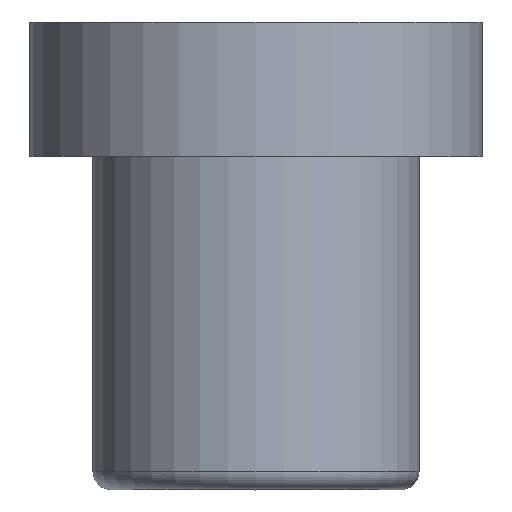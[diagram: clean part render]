
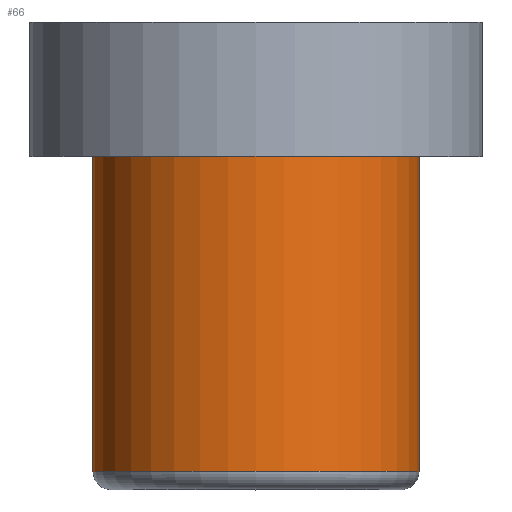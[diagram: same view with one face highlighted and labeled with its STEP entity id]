
A CAD part, top view. The second image highlights one B-rep face of the part: STEP entity #66.
In plain terms, the highlighted cylindrical face has radius 4.5 mm (diameter 9 mm), a full revolution.
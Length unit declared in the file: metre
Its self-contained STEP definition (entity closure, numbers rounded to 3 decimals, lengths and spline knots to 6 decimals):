
#21=ORIENTED_EDGE('',*,*,#29,.T.);
#22=ORIENTED_EDGE('',*,*,#28,.T.);
#28=EDGE_CURVE('',#33,#33,#38,.T.);
#29=EDGE_CURVE('',#34,#34,#39,.F.);
#33=VERTEX_POINT('',#125);
#34=VERTEX_POINT('',#129);
#38=CIRCLE('',#86,0.0045);
#39=CIRCLE('',#89,0.0045);
#46=EDGE_LOOP('',(#21));
#47=EDGE_LOOP('',(#22));
#56=FACE_BOUND('',#46,.T.);
#57=FACE_BOUND('',#47,.T.);
#62=CYLINDRICAL_SURFACE('',#88,0.0045);
#66=ADVANCED_FACE('',(#56,#57),#62,.T.);
#86=AXIS2_PLACEMENT_3D('',#124,#103,#104);
#88=AXIS2_PLACEMENT_3D('',#127,#107,#108);
#89=AXIS2_PLACEMENT_3D('',#128,#109,#110);
#103=DIRECTION('',(0.,-1.,0.));
#104=DIRECTION('',(1.,0.,0.));
#107=DIRECTION('',(0.,1.,0.));
#108=DIRECTION('',(-1.,0.,0.));
#109=DIRECTION('',(0.,-1.,0.));
#110=DIRECTION('',(1.,0.,0.));
#124=CARTESIAN_POINT('',(0.,-0.0037,0.));
#125=CARTESIAN_POINT('',(0.0045,-0.0037,0.));
#127=CARTESIAN_POINT('',(0.,-0.0129,0.));
#128=CARTESIAN_POINT('',(0.,-0.0124,0.));
#129=CARTESIAN_POINT('',(0.0045,-0.0124,0.));
